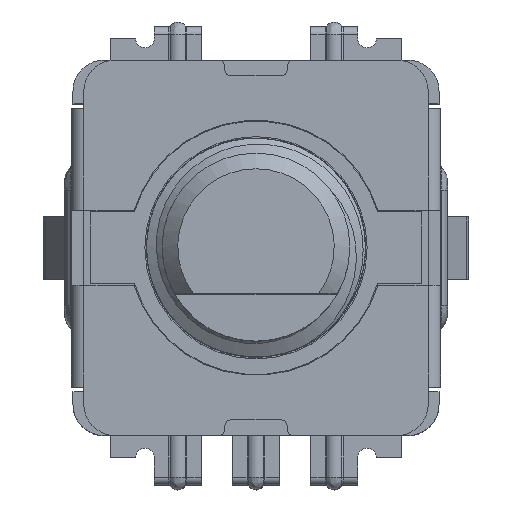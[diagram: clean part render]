
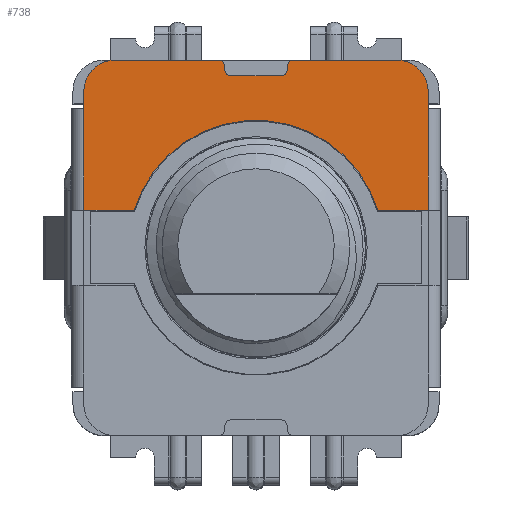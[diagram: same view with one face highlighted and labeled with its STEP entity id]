
A CAD part, top view. The second image highlights one B-rep face of the part: STEP entity #738.
In plain terms, the highlighted planar face has unit normal (0, 0, 1).
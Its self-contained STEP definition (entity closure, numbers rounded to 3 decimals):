
#478=PLANE('',#9873);
#738=ADVANCED_FACE('',(#1498),#478,.F.);
#1498=FACE_OUTER_BOUND('',#2043,.T.);
#2043=EDGE_LOOP('',(#4403,#4404,#4405,#4406,#4407,#4408,#4409,#4410,#4411,
#4412,#4413,#4414,#4415,#4416,#4417,#4418));
#2672=LINE('',#13995,#3516);
#2673=LINE('',#13997,#3517);
#2674=LINE('',#14001,#3518);
#2675=LINE('',#14003,#3519);
#2676=LINE('',#14007,#3520);
#2677=LINE('',#14011,#3521);
#2678=LINE('',#14015,#3522);
#2679=LINE('',#14019,#3523);
#2680=LINE('',#14023,#3524);
#3516=VECTOR('',#11021,1.);
#3517=VECTOR('',#11022,1.);
#3518=VECTOR('',#11025,1.);
#3519=VECTOR('',#11026,1.);
#3520=VECTOR('',#11029,1.);
#3521=VECTOR('',#11032,1.);
#3522=VECTOR('',#11035,1.);
#3523=VECTOR('',#11038,1.);
#3524=VECTOR('',#11041,1.);
#4403=ORIENTED_EDGE('',*,*,#8024,.F.);
#4404=ORIENTED_EDGE('',*,*,#8026,.T.);
#4405=ORIENTED_EDGE('',*,*,#8027,.F.);
#4406=ORIENTED_EDGE('',*,*,#8028,.F.);
#4407=ORIENTED_EDGE('',*,*,#8029,.F.);
#4408=ORIENTED_EDGE('',*,*,#8030,.T.);
#4409=ORIENTED_EDGE('',*,*,#8031,.F.);
#4410=ORIENTED_EDGE('',*,*,#8032,.F.);
#4411=ORIENTED_EDGE('',*,*,#8033,.F.);
#4412=ORIENTED_EDGE('',*,*,#8034,.F.);
#4413=ORIENTED_EDGE('',*,*,#8035,.F.);
#4414=ORIENTED_EDGE('',*,*,#8036,.F.);
#4415=ORIENTED_EDGE('',*,*,#8037,.F.);
#4416=ORIENTED_EDGE('',*,*,#8038,.F.);
#4417=ORIENTED_EDGE('',*,*,#8039,.F.);
#4418=ORIENTED_EDGE('',*,*,#8040,.F.);
#7167=VERTEX_POINT('',#13990);
#7168=VERTEX_POINT('',#13992);
#7169=VERTEX_POINT('',#13996);
#7170=VERTEX_POINT('',#13998);
#7171=VERTEX_POINT('',#14000);
#7172=VERTEX_POINT('',#14002);
#7173=VERTEX_POINT('',#14004);
#7174=VERTEX_POINT('',#14006);
#7175=VERTEX_POINT('',#14008);
#7176=VERTEX_POINT('',#14010);
#7177=VERTEX_POINT('',#14012);
#7178=VERTEX_POINT('',#14014);
#7179=VERTEX_POINT('',#14016);
#7180=VERTEX_POINT('',#14018);
#7181=VERTEX_POINT('',#14020);
#7182=VERTEX_POINT('',#14022);
#8024=EDGE_CURVE('',#7167,#7168,#9346,.T.);
#8026=EDGE_CURVE('',#7167,#7169,#2672,.T.);
#8027=EDGE_CURVE('',#7170,#7169,#2673,.T.);
#8028=EDGE_CURVE('',#7171,#7170,#9347,.T.);
#8029=EDGE_CURVE('',#7172,#7171,#2674,.T.);
#8030=EDGE_CURVE('',#7172,#7173,#2675,.T.);
#8031=EDGE_CURVE('',#7174,#7173,#9348,.T.);
#8032=EDGE_CURVE('',#7175,#7174,#2676,.T.);
#8033=EDGE_CURVE('',#7176,#7175,#9349,.T.);
#8034=EDGE_CURVE('',#7177,#7176,#2677,.T.);
#8035=EDGE_CURVE('',#7178,#7177,#9350,.T.);
#8036=EDGE_CURVE('',#7179,#7178,#2678,.T.);
#8037=EDGE_CURVE('',#7180,#7179,#9351,.T.);
#8038=EDGE_CURVE('',#7181,#7180,#2679,.T.);
#8039=EDGE_CURVE('',#7182,#7181,#9352,.T.);
#8040=EDGE_CURVE('',#7168,#7182,#2680,.T.);
#9346=CIRCLE('',#9865,1.);
#9347=CIRCLE('',#9867,4.075);
#9348=CIRCLE('',#9868,1.);
#9349=CIRCLE('',#9869,0.2);
#9350=CIRCLE('',#9870,0.2);
#9351=CIRCLE('',#9871,0.2);
#9352=CIRCLE('',#9872,0.2);
#9865=AXIS2_PLACEMENT_3D('',#13991,#11016,#11017);
#9867=AXIS2_PLACEMENT_3D('',#13999,#11023,#11024);
#9868=AXIS2_PLACEMENT_3D('',#14005,#11027,#11028);
#9869=AXIS2_PLACEMENT_3D('',#14009,#11030,#11031);
#9870=AXIS2_PLACEMENT_3D('',#14013,#11033,#11034);
#9871=AXIS2_PLACEMENT_3D('',#14017,#11036,#11037);
#9872=AXIS2_PLACEMENT_3D('',#14021,#11039,#11040);
#9873=AXIS2_PLACEMENT_3D('',#14024,#11042,#11043);
#11016=DIRECTION('',(0.,0.,-1.));
#11017=DIRECTION('',(1.,0.,0.));
#11021=DIRECTION('',(0.,-1.,0.));
#11022=DIRECTION('',(-1.,0.,0.));
#11023=DIRECTION('',(0.,0.,1.));
#11024=DIRECTION('',(-1.,0.,0.));
#11025=DIRECTION('',(-1.,0.,0.));
#11026=DIRECTION('',(0.,1.,0.));
#11027=DIRECTION('',(0.,0.,-1.));
#11028=DIRECTION('',(1.,0.,0.));
#11029=DIRECTION('',(1.,0.,0.));
#11030=DIRECTION('',(0.,0.,-1.));
#11031=DIRECTION('',(1.,0.,0.));
#11032=DIRECTION('',(0.,1.,0.));
#11033=DIRECTION('',(0.,0.,1.));
#11034=DIRECTION('',(1.,0.,0.));
#11035=DIRECTION('',(1.,0.,0.));
#11036=DIRECTION('',(0.,0.,1.));
#11037=DIRECTION('',(1.,0.,0.));
#11038=DIRECTION('',(0.,-1.,0.));
#11039=DIRECTION('',(0.,0.,-1.));
#11040=DIRECTION('',(1.,0.,0.));
#11041=DIRECTION('',(1.,0.,0.));
#11042=DIRECTION('',(0.,0.,-1.));
#11043=DIRECTION('',(-1.,0.,0.));
#13990=CARTESIAN_POINT('',(-5.498,5.063,0.4));
#13991=CARTESIAN_POINT('',(-4.5,5.,0.4));
#13992=CARTESIAN_POINT('',(-4.5,6.,0.4));
#13995=CARTESIAN_POINT('',(-5.498,4.45,0.4));
#13996=CARTESIAN_POINT('',(-5.498,1.2,0.4));
#13997=CARTESIAN_POINT('',(-14.55,1.2,0.4));
#13998=CARTESIAN_POINT('',(-3.894,1.2,0.4));
#13999=CARTESIAN_POINT('',(0.,0.,0.4));
#14000=CARTESIAN_POINT('',(3.894,1.2,0.4));
#14001=CARTESIAN_POINT('',(-14.55,1.2,0.4));
#14002=CARTESIAN_POINT('',(5.498,1.2,0.4));
#14003=CARTESIAN_POINT('',(5.498,4.45,0.4));
#14004=CARTESIAN_POINT('',(5.498,5.063,0.4));
#14005=CARTESIAN_POINT('',(4.5,5.,0.4));
#14006=CARTESIAN_POINT('',(4.5,6.,0.4));
#14007=CARTESIAN_POINT('',(1.2,6.,0.4));
#14008=CARTESIAN_POINT('',(1.2,6.,0.4));
#14009=CARTESIAN_POINT('',(1.2,5.8,0.4));
#14010=CARTESIAN_POINT('',(1.,5.8,0.4));
#14011=CARTESIAN_POINT('',(1.,5.7,0.4));
#14012=CARTESIAN_POINT('',(1.,5.7,0.4));
#14013=CARTESIAN_POINT('',(0.8,5.7,0.4));
#14014=CARTESIAN_POINT('',(0.8,5.5,0.4));
#14015=CARTESIAN_POINT('',(-0.8,5.5,0.4));
#14016=CARTESIAN_POINT('',(-0.8,5.5,0.4));
#14017=CARTESIAN_POINT('',(-0.8,5.7,0.4));
#14018=CARTESIAN_POINT('',(-1.,5.7,0.4));
#14019=CARTESIAN_POINT('',(-1.,5.8,0.4));
#14020=CARTESIAN_POINT('',(-1.,5.8,0.4));
#14021=CARTESIAN_POINT('',(-1.2,5.8,0.4));
#14022=CARTESIAN_POINT('',(-1.2,6.,0.4));
#14023=CARTESIAN_POINT('',(-4.5,6.,0.4));
#14024=CARTESIAN_POINT('',(-14.55,0.,0.4));
